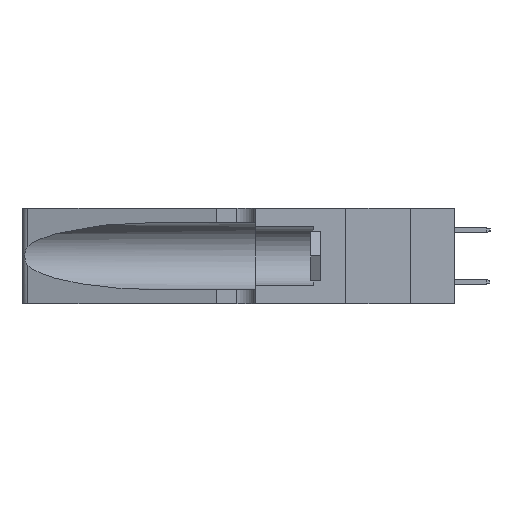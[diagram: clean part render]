
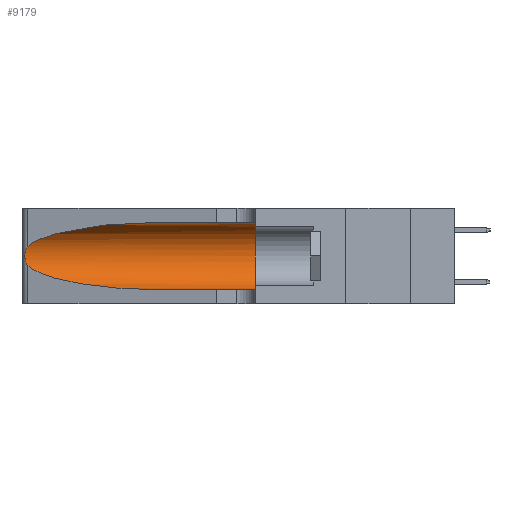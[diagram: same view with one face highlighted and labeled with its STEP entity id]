
A CAD part, left-side view. The second image highlights one B-rep face of the part: STEP entity #9179.
In plain terms, the highlighted cylindrical face has radius 3.308 mm (diameter 6.617 mm), a partial arc.
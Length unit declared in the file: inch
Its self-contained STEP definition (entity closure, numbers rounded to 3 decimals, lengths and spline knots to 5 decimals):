
#914 = AXIS2_PLACEMENT_3D ( 'NONE', #44856, #7642, #24269 ) ;
#2461 = CARTESIAN_POINT ( 'NONE',  ( 0.2373, 1.15595, 0.28018 ) ) ;
#3438 = VERTEX_POINT ( 'NONE', #46729 ) ;
#4055 = CIRCLE ( 'NONE', #914, 0.13025 ) ;
#5884 = CARTESIAN_POINT ( 'NONE',  ( 0.25856, 1.23593, 0.16098 ) ) ;
#6126 = CARTESIAN_POINT ( 'NONE',  ( 0.26018, 1.23835, 0.19895 ) ) ;
#6207 = CARTESIAN_POINT ( 'NONE',  ( 0.2373, 1.15595, 0.08982 ) ) ;
#7642 = DIRECTION ( 'NONE',  ( 0., 1., 0. ) ) ;
#8726 = LINE ( 'NONE', #16820, #18953 ) ;
#9179 = ADVANCED_FACE ( 'NONE', ( #42965 ), #32442, .F. ) ;
#9218 = DIRECTION ( 'NONE',  ( 0., -1., 0. ) ) ;
#9435 = DIRECTION ( 'NONE',  ( 0., 0., -1. ) ) ;
#9548 = CARTESIAN_POINT ( 'NONE',  ( 0.26075, 1.23896, 0.19203 ) ) ;
#9689 = CARTESIAN_POINT ( 'NONE',  ( 0.1305, 1.61858, 0.185 ) ) ;
#9796 = CARTESIAN_POINT ( 'NONE',  ( 0.25555, 1.22993, 0.14849 ) ) ;
#9806 = CARTESIAN_POINT ( 'NONE',  ( 0.25487, 1.22718, 0.14631 ) ) ;
#10030 = VERTEX_POINT ( 'NONE', #13914 ) ;
#10306 = CARTESIAN_POINT ( 'NONE',  ( 0.1305, 1.61858, 0.31525 ) ) ;
#10497 = ORIENTED_EDGE ( 'NONE', *, *, #13135, .T. ) ;
#10824 = VERTEX_POINT ( 'NONE', #24327 ) ;
#12145 = ORIENTED_EDGE ( 'NONE', *, *, #44096, .F. ) ;
#12997 = CARTESIAN_POINT ( 'NONE',  ( 0.26017, 1.23833, 0.17102 ) ) ;
#13135 = EDGE_CURVE ( 'NONE', #3438, #16606, #8726, .T. ) ;
#13240 = CARTESIAN_POINT ( 'NONE',  ( 0.25487, 1.22718, 0.22369 ) ) ;
#13744 = CARTESIAN_POINT ( 'NONE',  ( 0.18966, 0.96281, 0.31525 ) ) ;
#13914 = CARTESIAN_POINT ( 'NONE',  ( 0.1305, 0.72297, 0.31525 ) ) ;
#15567 = EDGE_LOOP ( 'NONE', ( #25081, #41256, #47769, #10497, #12145, #32445 ) ) ;
#16606 = VERTEX_POINT ( 'NONE', #41430 ) ;
#16673 = CARTESIAN_POINT ( 'NONE',  ( 0.25789, 1.23486, 0.15765 ) ) ;
#16820 = CARTESIAN_POINT ( 'NONE',  ( 0.1305, 1.61858, 0.05475 ) ) ;
#17473 = CARTESIAN_POINT ( 'NONE',  ( 0.25487, 1.22718, 0.14631 ) ) ;
#18125 = CARTESIAN_POINT ( 'NONE',  ( 0.1305, 0.72297, 0.31525 ) ) ;
#18410 =( BOUNDED_CURVE ( )  B_SPLINE_CURVE ( 3, ( #17473, #6207, #46848, #21370 ),
 .UNSPECIFIED., .F., .T. ) 
 B_SPLINE_CURVE_WITH_KNOTS ( ( 4, 4 ),
 ( 3.44316, 4.71239 ),
 .UNSPECIFIED. ) 
 CURVE ( )  GEOMETRIC_REPRESENTATION_ITEM ( )  RATIONAL_B_SPLINE_CURVE ( ( 1., 0.87, 0.87, 1. ) ) 
 REPRESENTATION_ITEM ( '' )  );
#18953 = VECTOR ( 'NONE', #9218, 39.37008 ) ;
#20574 = CARTESIAN_POINT ( 'NONE',  ( 0.25555, 1.22994, 0.2215 ) ) ;
#21370 = CARTESIAN_POINT ( 'NONE',  ( 0.1305, 0.72297, 0.05475 ) ) ;
#23416 =( BOUNDED_CURVE ( )  B_SPLINE_CURVE ( 3, ( #18125, #13744, #2461, #32337 ),
 .UNSPECIFIED., .F., .F. ) 
 B_SPLINE_CURVE_WITH_KNOTS ( ( 4, 4 ),
 ( 1.5708, 2.84003 ),
 .UNSPECIFIED. ) 
 CURVE ( )  GEOMETRIC_REPRESENTATION_ITEM ( )  RATIONAL_B_SPLINE_CURVE ( ( 1., 0.87, 0.87, 1. ) ) 
 REPRESENTATION_ITEM ( '' )  );
#24117 = EDGE_CURVE ( 'NONE', #10824, #42969, #30704, .T. ) ;
#24269 = DIRECTION ( 'NONE',  ( 0., 0., 1. ) ) ;
#24302 = AXIS2_PLACEMENT_3D ( 'NONE', #9689, #47129, #9435 ) ;
#24327 = CARTESIAN_POINT ( 'NONE',  ( 0.25487, 1.22718, 0.22369 ) ) ;
#25081 = ORIENTED_EDGE ( 'NONE', *, *, #45541, .T. ) ;
#28152 = CARTESIAN_POINT ( 'NONE',  ( 0.25639, 1.23184, 0.21858 ) ) ;
#30704 = B_SPLINE_CURVE_WITH_KNOTS ( 'NONE', 3,
 ( #13240, #20574, #28152, #46283, #43313, #6126, #9548, #39409, #12997, #5884, #16673, #42355, #9796, #31599 ),
 .UNSPECIFIED., .F., .F.,
 ( 4, 2, 2, 2, 2, 2, 4 ),
 ( 0., 0.00027, 0.00053, 0.00107, 0.0016, 0.00187, 0.00214 ),
 .UNSPECIFIED. ) ;
#30868 = CARTESIAN_POINT ( 'NONE',  ( 0.1305, 0.35, 0.31525 ) ) ;
#31119 = EDGE_CURVE ( 'NONE', #10030, #42173, #43826, .T. ) ;
#31599 = CARTESIAN_POINT ( 'NONE',  ( 0.25487, 1.22718, 0.14631 ) ) ;
#32337 = CARTESIAN_POINT ( 'NONE',  ( 0.25487, 1.22718, 0.22369 ) ) ;
#32442 = CYLINDRICAL_SURFACE ( 'NONE', #24302, 0.13025 ) ;
#32445 = ORIENTED_EDGE ( 'NONE', *, *, #31119, .F. ) ;
#33411 = VECTOR ( 'NONE', #43598, 39.37008 ) ;
#35215 = EDGE_CURVE ( 'NONE', #42969, #3438, #18410, .T. ) ;
#39409 = CARTESIAN_POINT ( 'NONE',  ( 0.26075, 1.23896, 0.178 ) ) ;
#41256 = ORIENTED_EDGE ( 'NONE', *, *, #24117, .T. ) ;
#41430 = CARTESIAN_POINT ( 'NONE',  ( 0.1305, 0.35, 0.05475 ) ) ;
#42173 = VERTEX_POINT ( 'NONE', #30868 ) ;
#42355 = CARTESIAN_POINT ( 'NONE',  ( 0.25639, 1.23186, 0.15144 ) ) ;
#42965 = FACE_OUTER_BOUND ( 'NONE', #15567, .T. ) ;
#42969 = VERTEX_POINT ( 'NONE', #9806 ) ;
#43313 = CARTESIAN_POINT ( 'NONE',  ( 0.25854, 1.2359, 0.20912 ) ) ;
#43598 = DIRECTION ( 'NONE',  ( 0., -1., 0. ) ) ;
#43826 = LINE ( 'NONE', #10306, #33411 ) ;
#44096 = EDGE_CURVE ( 'NONE', #42173, #16606, #4055, .T. ) ;
#44856 = CARTESIAN_POINT ( 'NONE',  ( 0.1305, 0.35, 0.185 ) ) ;
#45541 = EDGE_CURVE ( 'NONE', #10030, #10824, #23416, .T. ) ;
#46283 = CARTESIAN_POINT ( 'NONE',  ( 0.25787, 1.23484, 0.2124 ) ) ;
#46729 = CARTESIAN_POINT ( 'NONE',  ( 0.1305, 0.72297, 0.05475 ) ) ;
#46848 = CARTESIAN_POINT ( 'NONE',  ( 0.18966, 0.96281, 0.05475 ) ) ;
#47129 = DIRECTION ( 'NONE',  ( 0., -1., 0. ) ) ;
#47769 = ORIENTED_EDGE ( 'NONE', *, *, #35215, .T. ) ;
